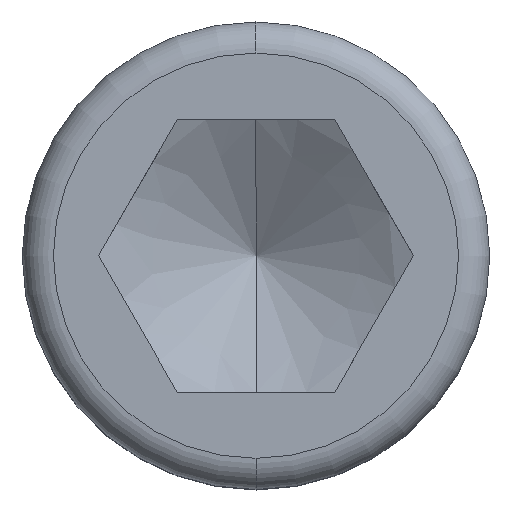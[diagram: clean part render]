
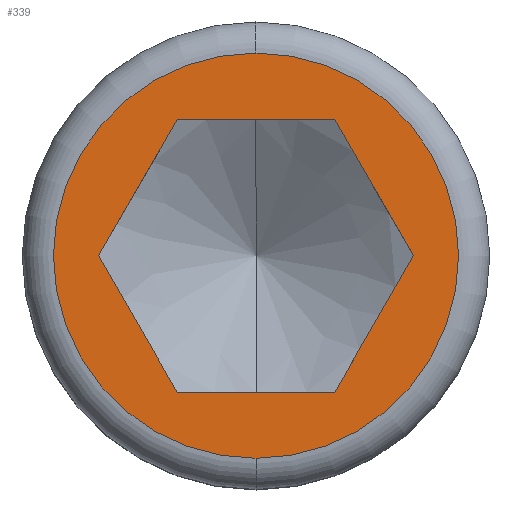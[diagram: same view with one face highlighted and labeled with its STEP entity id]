
A CAD part, top view. The second image highlights one B-rep face of the part: STEP entity #339.
In plain terms, the highlighted planar face has unit normal (0, 0, 1).
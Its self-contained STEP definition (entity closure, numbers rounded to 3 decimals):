
#187=EDGE_CURVE('',#261,#245,#430,.T.);
#193=VERTEX_POINT('',#437);
#201=EDGE_CURVE('',#275,#251,#447,.T.);
#213=EDGE_CURVE('',#329,#193,#459,.T.);
#245=VERTEX_POINT('',#493);
#247=EDGE_CURVE('',#251,#329,#495,.T.);
#251=VERTEX_POINT('',#499);
#261=VERTEX_POINT('',#510);
#269=EDGE_CURVE('',#315,#275,#519,.T.);
#275=VERTEX_POINT('',#525);
#293=VERTEX_POINT('',#546);
#303=EDGE_CURVE('',#293,#315,#556,.T.);
#315=VERTEX_POINT('',#570);
#319=EDGE_CURVE('',#245,#261,#574,.T.);
#329=VERTEX_POINT('',#585);
#339=ADVANCED_FACE('',(#597,#598),#599,.T.);
#353=EDGE_CURVE('',#193,#293,#616,.T.);
#430=CIRCLE('',#728,10.4);
#437=CARTESIAN_POINT('',(8.085,0.0,16.));
#447=LINE('',#747,#748);
#459=LINE('',#774,#775);
#493=CARTESIAN_POINT('',(0.,10.4,16.));
#495=LINE('',#831,#832);
#499=CARTESIAN_POINT('',(-4.043,7.002,16.));
#510=CARTESIAN_POINT('',(0.,-10.4,16.));
#519=LINE('',#861,#862);
#525=CARTESIAN_POINT('',(-8.085,0.0,16.));
#546=CARTESIAN_POINT('',(4.043,-7.002,16.));
#556=LINE('',#929,#930);
#570=CARTESIAN_POINT('',(-4.042,-7.002,16.));
#574=CIRCLE('',#953,10.4);
#585=CARTESIAN_POINT('',(4.043,7.002,16.));
#597=FACE_BOUND('',#989,.T.);
#598=FACE_OUTER_BOUND('',#990,.T.);
#599=PLANE('',#991);
#616=LINE('',#1011,#1012);
#728=AXIS2_PLACEMENT_3D('',#1081,#1082,#1083);
#747=CARTESIAN_POINT('',(-5.053,5.251,16.));
#748=VECTOR('',#1112,1.0);
#774=CARTESIAN_POINT('',(7.074,1.75,16.));
#775=VECTOR('',#1122,1.0);
#831=CARTESIAN_POINT('',(2.021,7.002,16.));
#832=VECTOR('',#1151,1.0);
#861=CARTESIAN_POINT('',(-7.074,-1.75,16.));
#862=VECTOR('',#1173,1.0);
#929=CARTESIAN_POINT('',(-2.021,-7.002,16.));
#930=VECTOR('',#1204,1.0);
#953=AXIS2_PLACEMENT_3D('',#1229,#1230,#1231);
#989=EDGE_LOOP('',(#1260,#1261,#1262,#1263,#1264,#1265));
#990=EDGE_LOOP('',(#1266,#1267));
#991=AXIS2_PLACEMENT_3D('',#1268,#1269,#1270);
#1011=CARTESIAN_POINT('',(5.053,-5.251,16.));
#1012=VECTOR('',#1296,1.0);
#1081=CARTESIAN_POINT('',(0.,0.,16.));
#1082=DIRECTION('',(0.0,0.0,1.0));
#1083=DIRECTION('',(-1.0,0.0,0.0));
#1112=DIRECTION('',(0.5,0.866,0.0));
#1122=DIRECTION('',(0.5,-0.866,0.0));
#1151=DIRECTION('',(1.0,0.0,0.0));
#1173=DIRECTION('',(-0.5,0.866,0.0));
#1204=DIRECTION('',(-1.0,0.0,0.0));
#1229=CARTESIAN_POINT('',(0.,0.,16.));
#1230=DIRECTION('',(0.0,0.0,1.0));
#1231=DIRECTION('',(-1.0,0.0,0.0));
#1260=ORIENTED_EDGE('',*,*,#269,.T.);
#1261=ORIENTED_EDGE('',*,*,#201,.T.);
#1262=ORIENTED_EDGE('',*,*,#247,.T.);
#1263=ORIENTED_EDGE('',*,*,#213,.T.);
#1264=ORIENTED_EDGE('',*,*,#353,.T.);
#1265=ORIENTED_EDGE('',*,*,#303,.T.);
#1266=ORIENTED_EDGE('',*,*,#187,.T.);
#1267=ORIENTED_EDGE('',*,*,#319,.T.);
#1268=CARTESIAN_POINT('',(0.,-10.043,16.));
#1269=DIRECTION('',(0.0,0.0,1.0));
#1270=DIRECTION('',(0.,-1.0,0.0));
#1296=DIRECTION('',(-0.5,-0.866,0.0));
